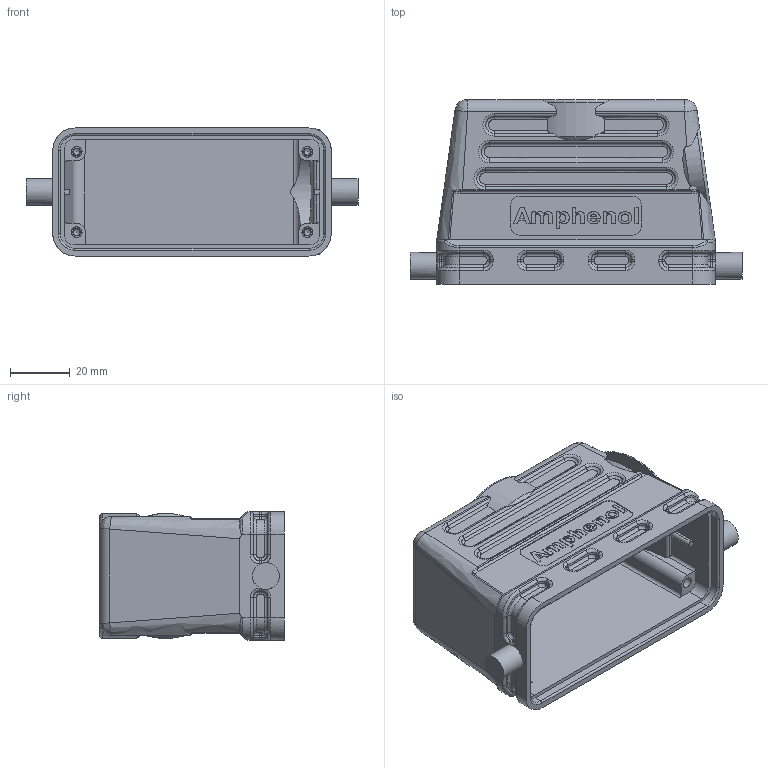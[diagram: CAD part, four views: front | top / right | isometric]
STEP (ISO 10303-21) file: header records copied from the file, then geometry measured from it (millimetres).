
FILE_DESCRIPTION(/* description */ (''),/* implementation_level */ '2;1');
FILE_NAME(/* name */ 'c146 21r016 506 1.stp',/* time_stamp */ '2018-02-12T14:13:28+01:00',/* author */ (''),/* organization */ (''),/* preprocessor_version */ 'ST-DEVELOPER v16',/* originating_system */ 'SIEMENS PLM Software NX 11.0',/* authorisation */ '');
FILE_SCHEMA (('AP203_CONFIGURATION_CONTROLLED_3D_DESIGN_OF_MECHANICAL_PARTS_AND_ASSEMBLIES_MIM_LF { 1 0 10303 403 2 1 2}'));
Length unit declared in the file: millimetre
Products named in the file (1): c146 21r016 506 1nxm001-04
Bounding box: 111.5 x 62 x 43 mm (x, y, z)
Volume: 50911.2 mm3; surface area: 36438.2 mm2
Topology: 1 solids, 1 shells, 664 faces, 1668 edges, 1022 vertices
Faces by surface type: plane 193, bspline 188, cylinder 181, extrusion 66, cone 36
Full cylindrical faces by diameter (mm): 2.5 x4, 9 x2, 30.5 x1
Entity records: 28566 total; most frequent: CARTESIAN_POINT 9586, ORIENTED_EDGE 3234, DIRECTION 2661, EDGE_CURVE 1617, VERTEX_POINT 1009, AXIS2_PLACEMENT_3D 938, VECTOR 785, LINE 719
